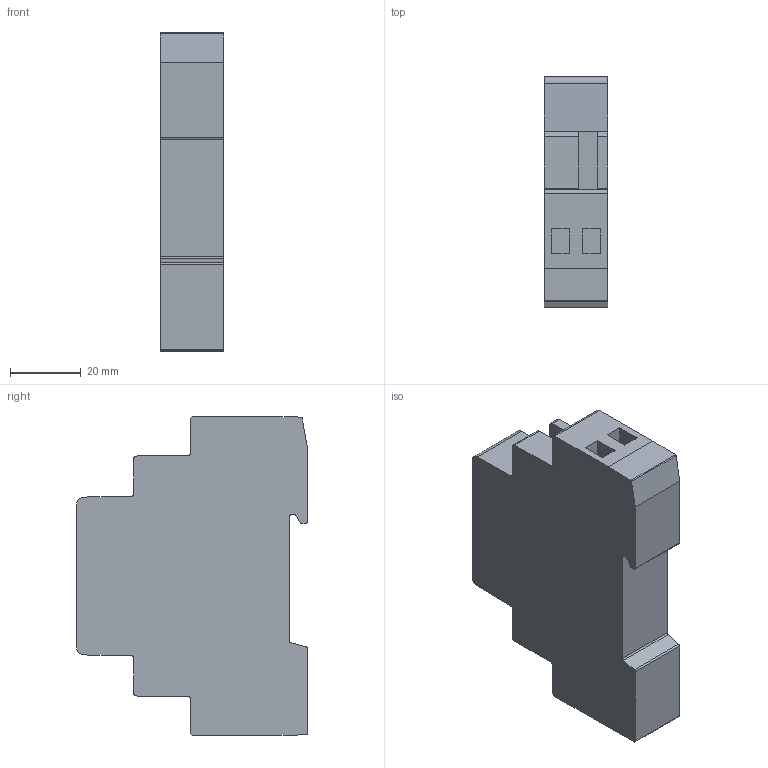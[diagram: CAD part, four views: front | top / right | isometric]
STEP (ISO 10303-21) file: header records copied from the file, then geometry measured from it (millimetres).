
FILE_DESCRIPTION(('CATIA V5 STEP Exchange','CAx-IF Rec.Pracs.--- Model Styling and Organization---1.4--- 2014-01-23'),'2;1');
FILE_NAME('GWD6781 INT-ORARIO DIG-SETTIMANALE 1CANALE 1M.stp','2020-06-22T09:09:49+00:00',('none'),('none'),'CATIA Version 5-6 Release 2016 SP6','CATIA V5 STEP AP214','none');
FILE_SCHEMA(('AUTOMOTIVE_DESIGN { 1 0 10303 214 1 1 1 1 }'));
Length unit declared in the file: millimetre
Products named in the file (1): Part8
Bounding box: 17.8 x 65 x 90 mm (x, y, z)
Volume: 79040.4 mm3; surface area: 16157.8 mm2
Topology: 1 solids, 1 shells, 94 faces, 240 edges, 160 vertices
Faces by surface type: plane 60, cylinder 34
Entity records: 2662 total; most frequent: ORIENTED_EDGE 480, CARTESIAN_POINT 466, DIRECTION 370, EDGE_CURVE 240, VECTOR 170, LINE 170, VERTEX_POINT 160, AXIS2_PLACEMENT_3D 136
